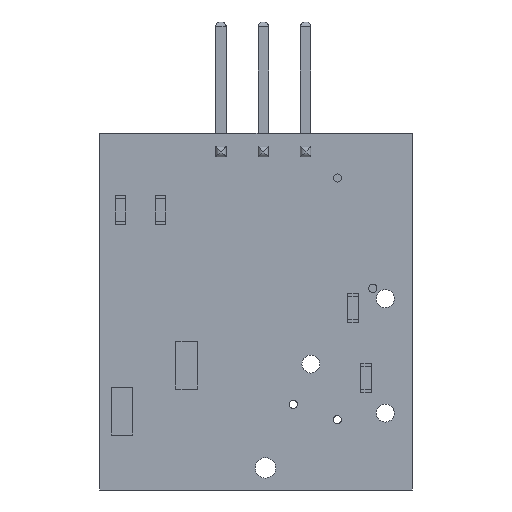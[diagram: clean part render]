
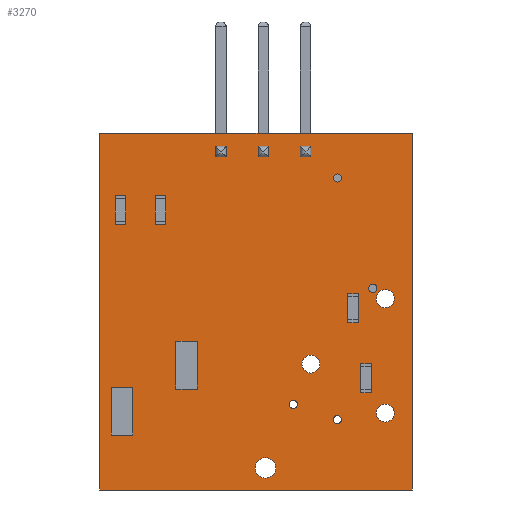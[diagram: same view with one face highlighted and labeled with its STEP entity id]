
A CAD part, front view. The second image highlights one B-rep face of the part: STEP entity #3270.
In plain terms, the highlighted planar face has unit normal (0, -1, 0).
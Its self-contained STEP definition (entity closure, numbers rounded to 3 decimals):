
#97=FACE_BOUND('',#481,.T.);
#98=FACE_BOUND('',#482,.T.);
#99=FACE_BOUND('',#483,.T.);
#100=FACE_BOUND('',#484,.T.);
#101=FACE_BOUND('',#485,.T.);
#102=FACE_BOUND('',#486,.T.);
#119=PLANE('',#3527);
#264=FACE_OUTER_BOUND('',#480,.T.);
#480=EDGE_LOOP('',(#2305,#2306,#2307,#2308));
#481=EDGE_LOOP('',(#2309));
#482=EDGE_LOOP('',(#2310));
#483=EDGE_LOOP('',(#2311));
#484=EDGE_LOOP('',(#2312));
#485=EDGE_LOOP('',(#2313));
#486=EDGE_LOOP('',(#2314));
#702=LINE('',#4911,#1038);
#706=LINE('',#4919,#1042);
#709=LINE('',#4925,#1045);
#712=LINE('',#4930,#1048);
#1038=VECTOR('',#3893,10.);
#1042=VECTOR('',#3899,10.);
#1045=VECTOR('',#3904,10.);
#1048=VECTOR('',#3909,10.);
#1369=CIRCLE('',#3506,0.25);
#1371=CIRCLE('',#3509,0.25);
#1373=CIRCLE('',#3512,0.625);
#1375=CIRCLE('',#3515,0.55);
#1377=CIRCLE('',#3518,0.55);
#1379=CIRCLE('',#3521,0.55);
#1479=VERTEX_POINT('',#4875);
#1481=VERTEX_POINT('',#4881);
#1483=VERTEX_POINT('',#4887);
#1485=VERTEX_POINT('',#4893);
#1487=VERTEX_POINT('',#4899);
#1489=VERTEX_POINT('',#4905);
#1490=VERTEX_POINT('',#4909);
#1491=VERTEX_POINT('',#4910);
#1494=VERTEX_POINT('',#4918);
#1496=VERTEX_POINT('',#4924);
#1786=EDGE_CURVE('',#1479,#1479,#1369,.T.);
#1789=EDGE_CURVE('',#1481,#1481,#1371,.T.);
#1792=EDGE_CURVE('',#1483,#1483,#1373,.T.);
#1795=EDGE_CURVE('',#1485,#1485,#1375,.T.);
#1798=EDGE_CURVE('',#1487,#1487,#1377,.T.);
#1801=EDGE_CURVE('',#1489,#1489,#1379,.T.);
#1802=EDGE_CURVE('',#1490,#1491,#702,.T.);
#1806=EDGE_CURVE('',#1491,#1494,#706,.T.);
#1809=EDGE_CURVE('',#1494,#1496,#709,.T.);
#1812=EDGE_CURVE('',#1496,#1490,#712,.T.);
#2305=ORIENTED_EDGE('',*,*,#1812,.T.);
#2306=ORIENTED_EDGE('',*,*,#1802,.T.);
#2307=ORIENTED_EDGE('',*,*,#1806,.T.);
#2308=ORIENTED_EDGE('',*,*,#1809,.T.);
#2309=ORIENTED_EDGE('',*,*,#1786,.T.);
#2310=ORIENTED_EDGE('',*,*,#1789,.T.);
#2311=ORIENTED_EDGE('',*,*,#1792,.T.);
#2312=ORIENTED_EDGE('',*,*,#1795,.T.);
#2313=ORIENTED_EDGE('',*,*,#1798,.T.);
#2314=ORIENTED_EDGE('',*,*,#1801,.T.);
#3270=ADVANCED_FACE('',(#264,#97,#98,#99,#100,#101,#102),#119,.F.);
#3506=AXIS2_PLACEMENT_3D('',#4877,#3854,#3855);
#3509=AXIS2_PLACEMENT_3D('',#4883,#3861,#3862);
#3512=AXIS2_PLACEMENT_3D('',#4889,#3868,#3869);
#3515=AXIS2_PLACEMENT_3D('',#4895,#3875,#3876);
#3518=AXIS2_PLACEMENT_3D('',#4901,#3882,#3883);
#3521=AXIS2_PLACEMENT_3D('',#4907,#3889,#3890);
#3527=AXIS2_PLACEMENT_3D('',#4933,#3913,#3914);
#3854=DIRECTION('center_axis',(0.,1.,0.));
#3855=DIRECTION('ref_axis',(-1.,0.,0.));
#3861=DIRECTION('center_axis',(0.,1.,0.));
#3862=DIRECTION('ref_axis',(-1.,0.,0.));
#3868=DIRECTION('center_axis',(0.,1.,0.));
#3869=DIRECTION('ref_axis',(-1.,0.,0.));
#3875=DIRECTION('center_axis',(0.,1.,0.));
#3876=DIRECTION('ref_axis',(-1.,0.,0.));
#3882=DIRECTION('center_axis',(0.,1.,0.));
#3883=DIRECTION('ref_axis',(-1.,0.,0.));
#3889=DIRECTION('center_axis',(0.,1.,0.));
#3890=DIRECTION('ref_axis',(-1.,0.,0.));
#3893=DIRECTION('',(0.,0.,-1.));
#3899=DIRECTION('',(1.,0.,0.));
#3904=DIRECTION('',(0.,0.,1.));
#3909=DIRECTION('',(-1.,0.,0.));
#3913=DIRECTION('center_axis',(0.,1.,0.));
#3914=DIRECTION('ref_axis',(1.,0.,0.));
#4875=CARTESIAN_POINT('',(14.766,0.,4.296));
#4877=CARTESIAN_POINT('Origin',(14.516,0.,4.296));
#4881=CARTESIAN_POINT('',(12.083,0.,5.233));
#4883=CARTESIAN_POINT('Origin',(11.833,0.,5.233));
#4887=CARTESIAN_POINT('',(10.76,0.,1.35));
#4889=CARTESIAN_POINT('Origin',(10.135,0.,1.35));
#4893=CARTESIAN_POINT('',(18.01,0.,4.7));
#4895=CARTESIAN_POINT('Origin',(17.46,0.,4.7));
#4899=CARTESIAN_POINT('',(13.46,0.,7.7));
#4901=CARTESIAN_POINT('Origin',(12.91,0.,7.7));
#4905=CARTESIAN_POINT('',(18.01,0.,11.7));
#4907=CARTESIAN_POINT('Origin',(17.46,0.,11.7));
#4909=CARTESIAN_POINT('',(0.,0.,21.81));
#4910=CARTESIAN_POINT('',(0.,0.,0.));
#4911=CARTESIAN_POINT('',(0.,0.,21.81));
#4918=CARTESIAN_POINT('',(19.11,0.,0.));
#4919=CARTESIAN_POINT('',(0.,0.,0.));
#4924=CARTESIAN_POINT('',(19.11,0.,21.81));
#4925=CARTESIAN_POINT('',(19.11,0.,0.));
#4930=CARTESIAN_POINT('',(19.11,0.,21.81));
#4933=CARTESIAN_POINT('Origin',(9.555,0.,10.905));
